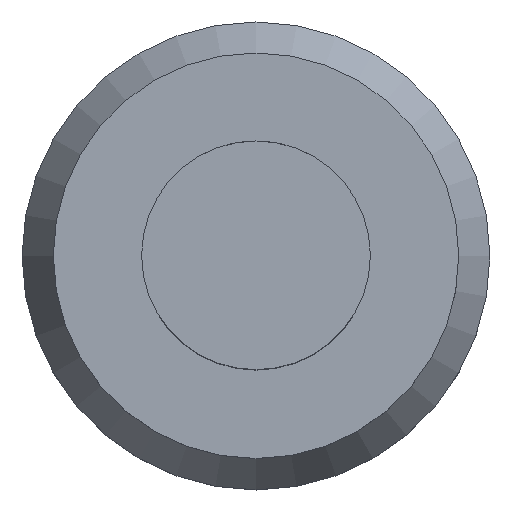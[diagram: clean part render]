
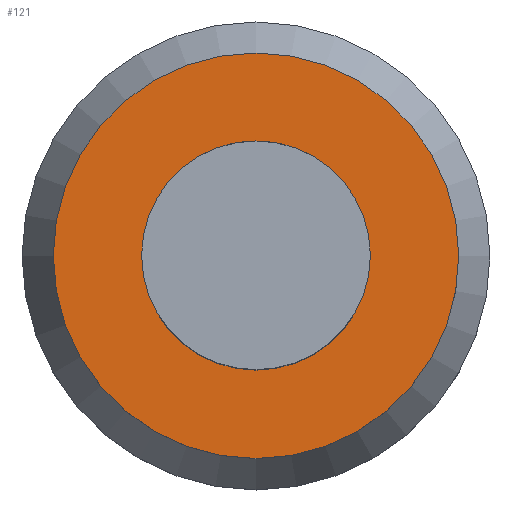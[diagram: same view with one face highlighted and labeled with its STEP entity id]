
A CAD part, top view. The second image highlights one B-rep face of the part: STEP entity #121.
In plain terms, the highlighted planar face has unit normal (0, 0, 1).
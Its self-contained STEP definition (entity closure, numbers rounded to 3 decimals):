
#68=EDGE_CURVE('240[2]',#163,#163,#164,.T.);
#113=EDGE_CURVE('240[2]',#232,#232,#233,.T.);
#121=ADVANCED_FACE('240[2]',(#244,#245),#246,.T.);
#163=VERTEX_POINT('',#287);
#164=CIRCLE('',#288,19.5);
#232=VERTEX_POINT('',#407);
#233=CIRCLE('',#408,11.0);
#244=FACE_OUTER_BOUND('',#422,.T.);
#245=FACE_BOUND('',#423,.T.);
#246=PLANE('',#424);
#287=CARTESIAN_POINT('',(0.,19.5,35.0));
#288=AXIS2_PLACEMENT_3D('',#489,#490,#491);
#407=CARTESIAN_POINT('',(11.0,0.,35.0));
#408=AXIS2_PLACEMENT_3D('',#563,#564,#565);
#422=EDGE_LOOP('',(#577));
#423=EDGE_LOOP('',(#578));
#424=AXIS2_PLACEMENT_3D('',#579,#580,#581);
#489=CARTESIAN_POINT('',(0.,0.,35.0));
#490=DIRECTION('',(0.,0.,-1.0));
#491=DIRECTION('',(0.,1.0,0.));
#563=CARTESIAN_POINT('',(0.,0.,35.));
#564=DIRECTION('',(0.,0.,-1.0));
#565=DIRECTION('',(1.0,0.,0.));
#577=ORIENTED_EDGE('',*,*,#68,.F.);
#578=ORIENTED_EDGE('',*,*,#113,.T.);
#579=CARTESIAN_POINT('',(0.,15.25,35.));
#580=DIRECTION('',(0.,0.,1.0));
#581=DIRECTION('',(1.0,0.,0.0));
